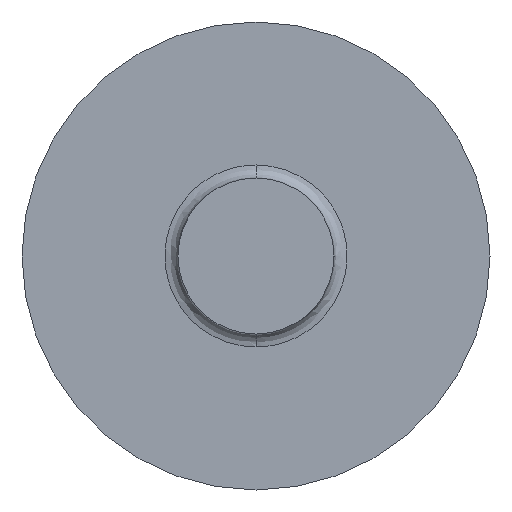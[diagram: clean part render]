
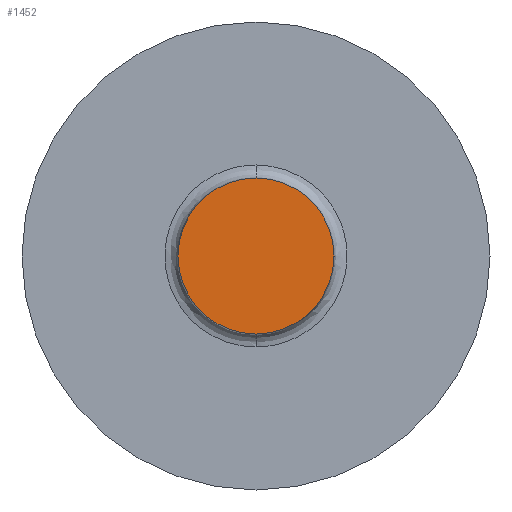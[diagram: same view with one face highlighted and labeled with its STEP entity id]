
A CAD part, front view. The second image highlights one B-rep face of the part: STEP entity #1452.
In plain terms, the highlighted planar face has unit normal (0, -1, 0).
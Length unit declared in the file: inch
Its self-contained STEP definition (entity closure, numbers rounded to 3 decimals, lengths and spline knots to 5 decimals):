
#77 = PLANE ( 'NONE',  #583 ) ;
#111 = CARTESIAN_POINT ( 'NONE',  ( -0.11811, -6.29921, 0. ) ) ;
#118 = EDGE_LOOP ( 'NONE', ( #1355, #1796 ) ) ;
#257 = DIRECTION ( 'NONE',  ( 1., 0., 0. ) ) ;
#450 = DIRECTION ( 'NONE',  ( 0., -1., 0. ) ) ;
#495 = AXIS2_PLACEMENT_3D ( 'NONE', #2271, #1895, #999 ) ;
#554 = EDGE_CURVE ( 'NONE', #2093, #1550, #975, .T. ) ;
#583 = AXIS2_PLACEMENT_3D ( 'NONE', #1666, #450, #257 ) ;
#587 = CIRCLE ( 'NONE', #700, 0.11811 ) ;
#700 = AXIS2_PLACEMENT_3D ( 'NONE', #2216, #1517, #1684 ) ;
#975 = CIRCLE ( 'NONE', #495, 0.11811 ) ;
#999 = DIRECTION ( 'NONE',  ( -1., 0., 0. ) ) ;
#1225 = FACE_OUTER_BOUND ( 'NONE', #118, .T. ) ;
#1352 = EDGE_CURVE ( 'NONE', #1550, #2093, #587, .T. ) ;
#1355 = ORIENTED_EDGE ( 'NONE', *, *, #1352, .F. ) ;
#1452 = ADVANCED_FACE ( 'NONE', ( #1225 ), #77, .T. ) ;
#1517 = DIRECTION ( 'NONE',  ( 0., 1., 0. ) ) ;
#1550 = VERTEX_POINT ( 'NONE', #111 ) ;
#1666 = CARTESIAN_POINT ( 'NONE',  ( 0., -6.29921, 0.05906 ) ) ;
#1684 = DIRECTION ( 'NONE',  ( -1., 0., 0. ) ) ;
#1693 = CARTESIAN_POINT ( 'NONE',  ( 0.11811, -6.29921, 0. ) ) ;
#1796 = ORIENTED_EDGE ( 'NONE', *, *, #554, .F. ) ;
#1895 = DIRECTION ( 'NONE',  ( 0., 1., 0. ) ) ;
#2093 = VERTEX_POINT ( 'NONE', #1693 ) ;
#2216 = CARTESIAN_POINT ( 'NONE',  ( 0., -6.29921, 0. ) ) ;
#2271 = CARTESIAN_POINT ( 'NONE',  ( 0., -6.29921, 0. ) ) ;
